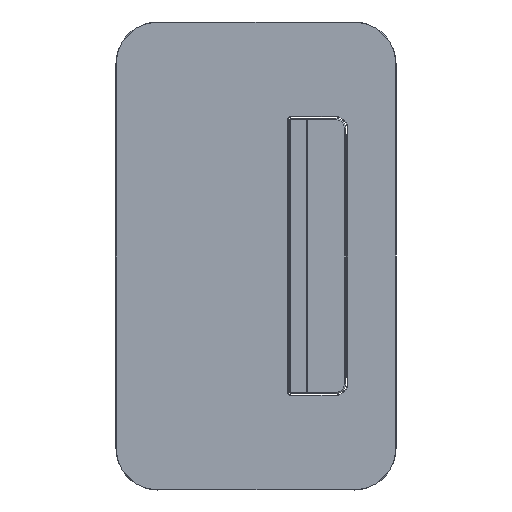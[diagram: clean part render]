
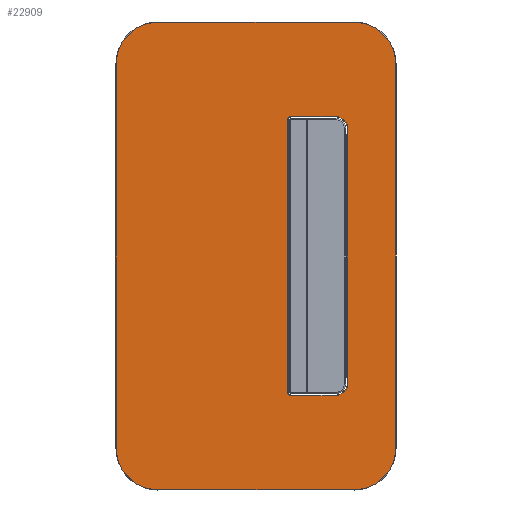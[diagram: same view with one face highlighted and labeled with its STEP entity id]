
A CAD part, front view. The second image highlights one B-rep face of the part: STEP entity #22909.
In plain terms, the highlighted planar face has unit normal (0, -1, 0).
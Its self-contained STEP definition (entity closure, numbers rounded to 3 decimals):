
#5530=FACE_BOUND('',#35306,.T.);
#5531=FACE_BOUND('',#35307,.T.);
#11965=LINE('',#171703,#17711);
#11968=LINE('',#171711,#17714);
#11971=LINE('',#171719,#17717);
#11974=LINE('',#171726,#17720);
#12018=LINE('',#171847,#17764);
#12021=LINE('',#171855,#17767);
#12024=LINE('',#171863,#17770);
#12027=LINE('',#171871,#17773);
#17711=VECTOR('',#113762,1.);
#17714=VECTOR('',#113771,1.);
#17717=VECTOR('',#113780,1.);
#17720=VECTOR('',#113789,1.);
#17764=VECTOR('',#113919,1.);
#17767=VECTOR('',#113928,1.);
#17770=VECTOR('',#113937,1.);
#17773=VECTOR('',#113946,1.);
#22909=ADVANCED_FACE('',(#5530,#5531),#25695,.F.);
#25695=PLANE('',#94283);
#35306=EDGE_LOOP('',(#55177,#55178,#55179,#55180,#55181,#55182,#55183,#55184));
#35307=EDGE_LOOP('',(#55185,#55186,#55187,#55188,#55189,#55190,#55191,#55192));
#55177=ORIENTED_EDGE('',*,*,#79710,.T.);
#55178=ORIENTED_EDGE('',*,*,#79708,.T.);
#55179=ORIENTED_EDGE('',*,*,#79706,.T.);
#55180=ORIENTED_EDGE('',*,*,#79704,.T.);
#55181=ORIENTED_EDGE('',*,*,#79702,.T.);
#55182=ORIENTED_EDGE('',*,*,#79700,.T.);
#55183=ORIENTED_EDGE('',*,*,#79698,.T.);
#55184=ORIENTED_EDGE('',*,*,#79711,.T.);
#55185=ORIENTED_EDGE('',*,*,#79634,.T.);
#55186=ORIENTED_EDGE('',*,*,#79632,.T.);
#55187=ORIENTED_EDGE('',*,*,#79630,.T.);
#55188=ORIENTED_EDGE('',*,*,#79628,.T.);
#55189=ORIENTED_EDGE('',*,*,#79626,.T.);
#55190=ORIENTED_EDGE('',*,*,#79624,.T.);
#55191=ORIENTED_EDGE('',*,*,#79638,.T.);
#55192=ORIENTED_EDGE('',*,*,#79636,.T.);
#68331=VERTEX_POINT('',#171696);
#68332=VERTEX_POINT('',#171698);
#68333=VERTEX_POINT('',#171702);
#68334=VERTEX_POINT('',#171706);
#68335=VERTEX_POINT('',#171710);
#68336=VERTEX_POINT('',#171714);
#68337=VERTEX_POINT('',#171718);
#68338=VERTEX_POINT('',#171722);
#68371=VERTEX_POINT('',#171844);
#68372=VERTEX_POINT('',#171846);
#68373=VERTEX_POINT('',#171850);
#68374=VERTEX_POINT('',#171854);
#68375=VERTEX_POINT('',#171858);
#68376=VERTEX_POINT('',#171862);
#68377=VERTEX_POINT('',#171866);
#68378=VERTEX_POINT('',#171870);
#79624=EDGE_CURVE('',#68331,#68332,#86483,.T.);
#79626=EDGE_CURVE('',#68333,#68331,#11965,.T.);
#79628=EDGE_CURVE('',#68334,#68333,#86484,.T.);
#79630=EDGE_CURVE('',#68335,#68334,#11968,.T.);
#79632=EDGE_CURVE('',#68336,#68335,#86485,.T.);
#79634=EDGE_CURVE('',#68337,#68336,#11971,.T.);
#79636=EDGE_CURVE('',#68338,#68337,#86486,.T.);
#79638=EDGE_CURVE('',#68332,#68338,#11974,.T.);
#79698=EDGE_CURVE('',#68371,#68372,#12018,.T.);
#79700=EDGE_CURVE('',#68373,#68371,#86503,.T.);
#79702=EDGE_CURVE('',#68374,#68373,#12021,.T.);
#79704=EDGE_CURVE('',#68375,#68374,#86504,.T.);
#79706=EDGE_CURVE('',#68376,#68375,#12024,.T.);
#79708=EDGE_CURVE('',#68377,#68376,#86505,.T.);
#79710=EDGE_CURVE('',#68378,#68377,#12027,.T.);
#79711=EDGE_CURVE('',#68372,#68378,#86506,.T.);
#86483=CIRCLE('',#94217,23.75);
#86484=CIRCLE('',#94220,23.75);
#86485=CIRCLE('',#94223,23.75);
#86486=CIRCLE('',#94226,23.75);
#86503=CIRCLE('',#94272,2.25);
#86504=CIRCLE('',#94275,7.25);
#86505=CIRCLE('',#94278,7.25);
#86506=CIRCLE('',#94281,2.25);
#94217=AXIS2_PLACEMENT_3D('',#171699,#113757,#113758);
#94220=AXIS2_PLACEMENT_3D('',#171707,#113766,#113767);
#94223=AXIS2_PLACEMENT_3D('',#171715,#113775,#113776);
#94226=AXIS2_PLACEMENT_3D('',#171723,#113784,#113785);
#94272=AXIS2_PLACEMENT_3D('',#171851,#113923,#113924);
#94275=AXIS2_PLACEMENT_3D('',#171859,#113932,#113933);
#94278=AXIS2_PLACEMENT_3D('',#171867,#113941,#113942);
#94281=AXIS2_PLACEMENT_3D('',#171873,#113949,#113950);
#94283=AXIS2_PLACEMENT_3D('',#171875,#113953,#113954);
#113757=DIRECTION('',(0.,-1.,0.));
#113758=DIRECTION('',(0.,0.,-1.));
#113762=DIRECTION('',(1.,0.,0.));
#113766=DIRECTION('',(0.,-1.,0.));
#113767=DIRECTION('',(-1.,0.,0.));
#113771=DIRECTION('',(0.,0.,-1.));
#113775=DIRECTION('',(0.,-1.,0.));
#113776=DIRECTION('',(0.,0.,1.));
#113780=DIRECTION('',(-1.,0.,0.));
#113784=DIRECTION('',(0.,-1.,0.));
#113785=DIRECTION('',(1.,0.,0.));
#113789=DIRECTION('',(0.,0.,1.));
#113919=DIRECTION('',(0.,0.,1.));
#113923=DIRECTION('',(0.,1.,0.));
#113924=DIRECTION('',(0.,0.,-1.));
#113928=DIRECTION('',(-1.,0.,0.));
#113932=DIRECTION('',(0.,1.,0.));
#113933=DIRECTION('',(1.,0.,0.));
#113937=DIRECTION('',(0.,0.,-1.));
#113941=DIRECTION('',(0.,1.,0.));
#113942=DIRECTION('',(0.,0.,1.));
#113946=DIRECTION('',(1.,0.,0.));
#113949=DIRECTION('',(0.,1.,0.));
#113950=DIRECTION('',(-1.,0.,0.));
#113953=DIRECTION('',(0.,1.,0.));
#113954=DIRECTION('',(0.,0.,-1.));
#171696=CARTESIAN_POINT('',(56.5,-3.,-134.25));
#171698=CARTESIAN_POINT('',(80.25,-3.,-110.5));
#171699=CARTESIAN_POINT('',(56.5,-3.,-110.5));
#171702=CARTESIAN_POINT('',(-56.5,-3.,-134.25));
#171703=CARTESIAN_POINT('',(-56.5,-3.,-134.25));
#171706=CARTESIAN_POINT('',(-80.25,-3.,-110.5));
#171707=CARTESIAN_POINT('',(-56.5,-3.,-110.5));
#171710=CARTESIAN_POINT('',(-80.25,-3.,110.5));
#171711=CARTESIAN_POINT('',(-80.25,-3.,110.5));
#171714=CARTESIAN_POINT('',(-56.5,-3.,134.25));
#171715=CARTESIAN_POINT('',(-56.5,-3.,110.5));
#171718=CARTESIAN_POINT('',(56.5,-3.,134.25));
#171719=CARTESIAN_POINT('',(56.5,-3.,134.25));
#171722=CARTESIAN_POINT('',(80.25,-3.,110.5));
#171723=CARTESIAN_POINT('',(56.5,-3.,110.5));
#171726=CARTESIAN_POINT('',(80.25,-3.,-110.5));
#171844=CARTESIAN_POINT('',(18.25,-3.,-78.));
#171846=CARTESIAN_POINT('',(18.25,-3.,78.));
#171847=CARTESIAN_POINT('',(18.25,-3.,-78.));
#171850=CARTESIAN_POINT('',(20.5,-3.,-80.25));
#171851=CARTESIAN_POINT('',(20.5,-3.,-78.));
#171854=CARTESIAN_POINT('',(45.5,-3.,-80.25));
#171855=CARTESIAN_POINT('',(45.5,-3.,-80.25));
#171858=CARTESIAN_POINT('',(52.75,-3.,-73.));
#171859=CARTESIAN_POINT('',(45.5,-3.,-73.));
#171862=CARTESIAN_POINT('',(52.75,-3.,73.));
#171863=CARTESIAN_POINT('',(52.75,-3.,73.));
#171866=CARTESIAN_POINT('',(45.5,-3.,80.25));
#171867=CARTESIAN_POINT('',(45.5,-3.,73.));
#171870=CARTESIAN_POINT('',(20.5,-3.,80.25));
#171871=CARTESIAN_POINT('',(20.5,-3.,80.25));
#171873=CARTESIAN_POINT('',(20.5,-3.,78.));
#171875=CARTESIAN_POINT('',(0.,-3.,0.));
